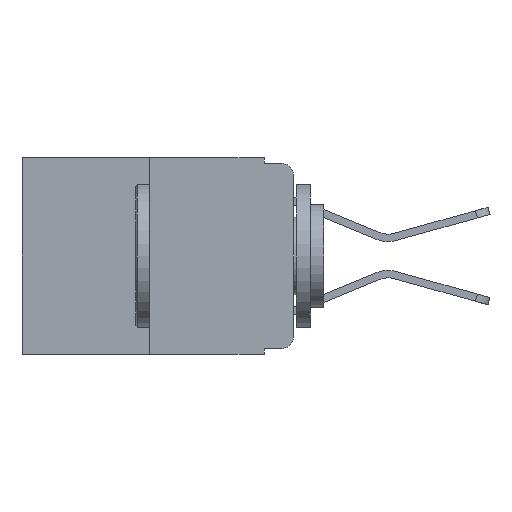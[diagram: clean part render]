
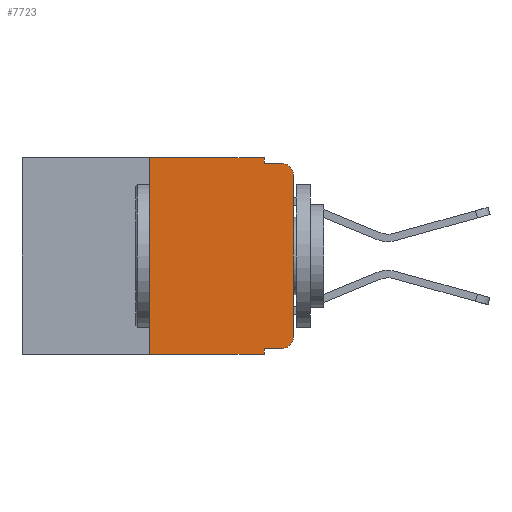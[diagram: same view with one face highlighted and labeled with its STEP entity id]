
A CAD part, left-side view. The second image highlights one B-rep face of the part: STEP entity #7723.
In plain terms, the highlighted planar face has unit normal (-1, 0, 0).
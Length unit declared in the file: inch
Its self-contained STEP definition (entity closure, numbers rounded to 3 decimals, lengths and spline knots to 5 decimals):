
#241 = EDGE_LOOP ( 'NONE', ( #6265, #5847, #5454, #7513, #6076, #2102, #11589, #6539, #1888, #4412 ) ) ;
#284 = VERTEX_POINT ( 'NONE', #6171 ) ;
#307 = CARTESIAN_POINT ( 'NONE',  ( 0., 0.25, 0. ) ) ;
#316 = LINE ( 'NONE', #307, #6007 ) ;
#592 = VERTEX_POINT ( 'NONE', #11866 ) ;
#1073 = CARTESIAN_POINT ( 'NONE',  ( 0., 0.051, 0. ) ) ;
#1114 = PLANE ( 'NONE',  #12409 ) ;
#1219 = CARTESIAN_POINT ( 'NONE',  ( 0., 0., 0. ) ) ;
#1414 = DIRECTION ( 'NONE',  ( 0., 0., 1. ) ) ;
#1466 = DIRECTION ( 'NONE',  ( -1., 0., 0. ) ) ;
#1706 = VERTEX_POINT ( 'NONE', #3091 ) ;
#1709 = CARTESIAN_POINT ( 'NONE',  ( 0., 0.25, -0.343 ) ) ;
#1888 = ORIENTED_EDGE ( 'NONE', *, *, #6630, .T. ) ;
#2057 = LINE ( 'NONE', #1219, #12321 ) ;
#2102 = ORIENTED_EDGE ( 'NONE', *, *, #6612, .F. ) ;
#2448 = CARTESIAN_POINT ( 'NONE',  ( 0., 0.051, -0.01 ) ) ;
#2951 = CIRCLE ( 'NONE', #11069, 0.02 ) ;
#3091 = CARTESIAN_POINT ( 'NONE',  ( 0., 0.25, 0. ) ) ;
#3685 = LINE ( 'NONE', #11095, #11442 ) ;
#3817 = VECTOR ( 'NONE', #6332, 39.37008 ) ;
#4412 = ORIENTED_EDGE ( 'NONE', *, *, #6632, .T. ) ;
#4543 = EDGE_CURVE ( 'NONE', #1706, #11210, #5190, .T. ) ;
#4578 = DIRECTION ( 'NONE',  ( 1., 0., 0. ) ) ;
#5190 = LINE ( 'NONE', #10883, #10476 ) ;
#5454 = ORIENTED_EDGE ( 'NONE', *, *, #6587, .F. ) ;
#5648 = VECTOR ( 'NONE', #12080, 39.37008 ) ;
#5814 = CARTESIAN_POINT ( 'NONE',  ( 0., 0.02, -0.01 ) ) ;
#5847 = ORIENTED_EDGE ( 'NONE', *, *, #6584, .T. ) ;
#5934 = DIRECTION ( 'NONE',  ( -1., 0., 0. ) ) ;
#5981 = DIRECTION ( 'NONE',  ( 0., 0., -1. ) ) ;
#6007 = VECTOR ( 'NONE', #1414, 39.37008 ) ;
#6076 = ORIENTED_EDGE ( 'NONE', *, *, #4543, .F. ) ;
#6171 = CARTESIAN_POINT ( 'NONE',  ( 0., 0.051, -0.343 ) ) ;
#6265 = ORIENTED_EDGE ( 'NONE', *, *, #6561, .T. ) ;
#6332 = DIRECTION ( 'NONE',  ( 0., -1., 0. ) ) ;
#6539 = ORIENTED_EDGE ( 'NONE', *, *, #6614, .F. ) ;
#6561 = EDGE_CURVE ( 'NONE', #592, #11962, #2057, .T. ) ;
#6584 = EDGE_CURVE ( 'NONE', #11962, #6938, #12023, .T. ) ;
#6587 = EDGE_CURVE ( 'NONE', #9631, #6938, #7446, .T. ) ;
#6611 = EDGE_CURVE ( 'NONE', #11210, #9631, #3685, .T. ) ;
#6612 = EDGE_CURVE ( 'NONE', #9058, #1706, #316, .T. ) ;
#6614 = EDGE_CURVE ( 'NONE', #9541, #284, #8932, .T. ) ;
#6630 = EDGE_CURVE ( 'NONE', #9541, #9887, #8634, .T. ) ;
#6632 = EDGE_CURVE ( 'NONE', #9887, #592, #2951, .T. ) ;
#6707 = VECTOR ( 'NONE', #9162, 39.37008 ) ;
#6809 = CARTESIAN_POINT ( 'NONE',  ( 0., 0.473, 0. ) ) ;
#6938 = VERTEX_POINT ( 'NONE', #5814 ) ;
#7446 = LINE ( 'NONE', #2448, #6707 ) ;
#7513 = ORIENTED_EDGE ( 'NONE', *, *, #6611, .F. ) ;
#7612 = EDGE_CURVE ( 'NONE', #9058, #284, #12421, .T. ) ;
#7723 = ADVANCED_FACE ( 'NONE', ( #12847 ), #1114, .F. ) ;
#7850 = CARTESIAN_POINT ( 'NONE',  ( 0., 0.051, -0.01 ) ) ;
#8301 = CARTESIAN_POINT ( 'NONE',  ( 0., 0.02, -0.313 ) ) ;
#8634 = LINE ( 'NONE', #12037, #5648 ) ;
#8932 = LINE ( 'NONE', #9246, #13570 ) ;
#9058 = VERTEX_POINT ( 'NONE', #1709 ) ;
#9162 = DIRECTION ( 'NONE',  ( 0., -1., 0. ) ) ;
#9246 = CARTESIAN_POINT ( 'NONE',  ( 0., 0.051, 0. ) ) ;
#9288 = DIRECTION ( 'NONE',  ( 0., 0., -1. ) ) ;
#9541 = VERTEX_POINT ( 'NONE', #11658 ) ;
#9631 = VERTEX_POINT ( 'NONE', #7850 ) ;
#9827 = AXIS2_PLACEMENT_3D ( 'NONE', #11998, #5934, #12918 ) ;
#9887 = VERTEX_POINT ( 'NONE', #12737 ) ;
#10189 = DIRECTION ( 'NONE',  ( 0., 0., -1. ) ) ;
#10476 = VECTOR ( 'NONE', #12750, 39.37008 ) ;
#10883 = CARTESIAN_POINT ( 'NONE',  ( 0., 0.473, 0. ) ) ;
#11069 = AXIS2_PLACEMENT_3D ( 'NONE', #8301, #1466, #9288 ) ;
#11095 = CARTESIAN_POINT ( 'NONE',  ( 0., 0.051, 0. ) ) ;
#11210 = VERTEX_POINT ( 'NONE', #1073 ) ;
#11306 = CARTESIAN_POINT ( 'NONE',  ( 0., 0., -0.03 ) ) ;
#11442 = VECTOR ( 'NONE', #5981, 39.37008 ) ;
#11589 = ORIENTED_EDGE ( 'NONE', *, *, #7612, .T. ) ;
#11658 = CARTESIAN_POINT ( 'NONE',  ( 0., 0.051, -0.333 ) ) ;
#11834 = DIRECTION ( 'NONE',  ( 0., 0., -1. ) ) ;
#11866 = CARTESIAN_POINT ( 'NONE',  ( 0., 0., -0.313 ) ) ;
#11879 = DIRECTION ( 'NONE',  ( 0., 0., 1. ) ) ;
#11962 = VERTEX_POINT ( 'NONE', #11306 ) ;
#11998 = CARTESIAN_POINT ( 'NONE',  ( 0., 0.02, -0.03 ) ) ;
#12023 = CIRCLE ( 'NONE', #9827, 0.02 ) ;
#12037 = CARTESIAN_POINT ( 'NONE',  ( 0., 0.051, -0.333 ) ) ;
#12080 = DIRECTION ( 'NONE',  ( 0., -1., 0. ) ) ;
#12321 = VECTOR ( 'NONE', #11879, 39.37008 ) ;
#12409 = AXIS2_PLACEMENT_3D ( 'NONE', #6809, #4578, #11834 ) ;
#12421 = LINE ( 'NONE', #13162, #3817 ) ;
#12737 = CARTESIAN_POINT ( 'NONE',  ( 0., 0.02, -0.333 ) ) ;
#12750 = DIRECTION ( 'NONE',  ( 0., -1., 0. ) ) ;
#12847 = FACE_OUTER_BOUND ( 'NONE', #241, .T. ) ;
#12918 = DIRECTION ( 'NONE',  ( 0., 0., -1. ) ) ;
#13162 = CARTESIAN_POINT ( 'NONE',  ( 0., 0.473, -0.343 ) ) ;
#13570 = VECTOR ( 'NONE', #10189, 39.37008 ) ;
